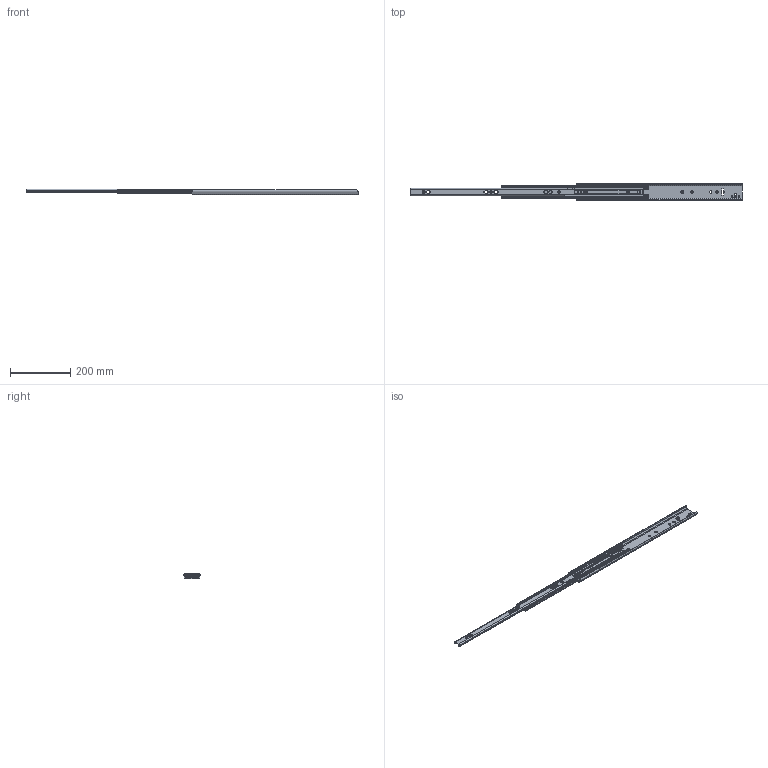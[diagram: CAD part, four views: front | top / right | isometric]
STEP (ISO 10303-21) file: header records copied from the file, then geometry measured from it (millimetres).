
FILE_DESCRIPTION(/* description */ ('ULFHD-F- 550/550mm (18.5) Zinc-Magnesium'),/* implementation_level */ '2;1');
FILE_NAME(/* name */ 'M12-AB8_00_open.stp',/* time_stamp */ '2025-09-08T14:23:08+02:00',/* author */ ('l.hoffmann'),/* organization */ (''),/* preprocessor_version */ 'ST-DEVELOPER v20',/* originating_system */ 'Autodesk Inventor 2022',/* authorisation */ '');
FILE_SCHEMA (('AUTOMOTIVE_DESIGN { 1 0 10303 214 3 1 1 }'));
Length unit declared in the file: millimetre
Products named in the file (14): M12-M30; 511-M12-M30-HMB; 511-M12-M30-HMB_1; E000174964; E000174961; E000174960; 512-M12-M30-UM2; 512-M12-M30-UM2_1; E000174973; E000174951; E000174971; E000174970; 514-M12-M30-MB3; 514-M12-M30-MB3_1
Assembly tree (39 placements, depth 3):
  M12-M30
    511-M12-M30-HMB
      511-M12-M30-HMB_1
    E000174964
      E000174951
      E000174961
      E000174960  x15
    512-M12-M30-UM2
      512-M12-M30-UM2_1
    E000174973
      E000174951
      E000174971
      E000174970  x12
    514-M12-M30-MB3
      514-M12-M30-MB3_1
Bounding box: 1100 x 55.8 x 18.55 mm (x, y, z)
Volume: 189011.4 mm3; surface area: 252501.2 mm2
Topology: 59 solids, 59 shells, 1634 faces, 4882 edges, 3243 vertices
Faces by surface type: plane 802, cylinder 736, sphere 54, cone 42
Full cylindrical faces by diameter (mm): 5.56 x24, 6.35 x30, 8 x3, 11 x3
Entity records: 56383 total; most frequent: CARTESIAN_POINT 11398, ORIENTED_EDGE 9448, DIRECTION 9424, EDGE_CURVE 4724, AXIS2_PLACEMENT_3D 3264, VERTEX_POINT 3143, LINE 2896, VECTOR 2896
